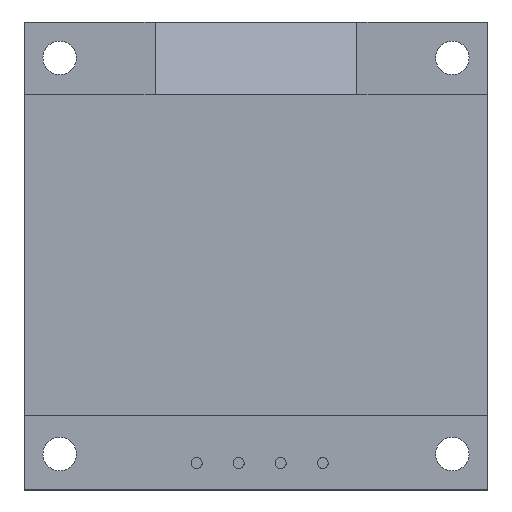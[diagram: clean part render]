
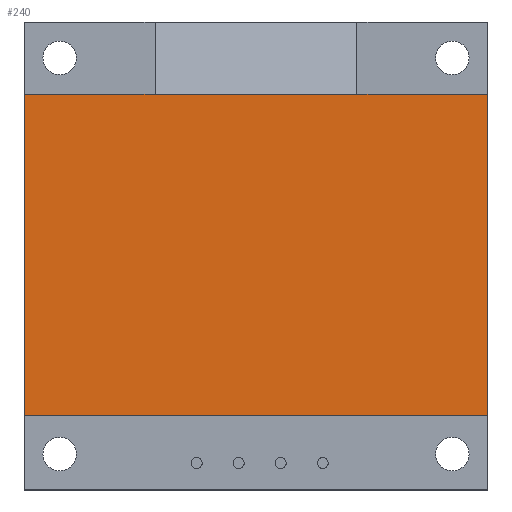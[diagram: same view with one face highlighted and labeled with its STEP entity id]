
A CAD part, top view. The second image highlights one B-rep face of the part: STEP entity #240.
In plain terms, the highlighted planar face has unit normal (0, 0, 1).
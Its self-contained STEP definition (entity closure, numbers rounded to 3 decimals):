
#27 = CARTESIAN_POINT ( 'NONE',  ( 6., 9.61, 2.45 ) ) ;
#84 = LINE ( 'NONE', #1284, #1497 ) ;
#129 = VECTOR ( 'NONE', #474, 1000. ) ;
#188 = CARTESIAN_POINT ( 'NONE',  ( 13.78, -9.49, 2.45 ) ) ;
#193 = CARTESIAN_POINT ( 'NONE',  ( -13.78, 9.61, 2.45 ) ) ;
#234 = EDGE_CURVE ( 'NONE', #816, #716, #84, .T. ) ;
#239 = CARTESIAN_POINT ( 'NONE',  ( -13.78, -9.49, 2.45 ) ) ;
#240 = ADVANCED_FACE ( 'NONE', ( #804 ), #1426, .T. ) ;
#339 = LINE ( 'NONE', #704, #694 ) ;
#341 = CARTESIAN_POINT ( 'NONE',  ( 6., 9.61, 2.45 ) ) ;
#400 = ORIENTED_EDGE ( 'NONE', *, *, #679, .T. ) ;
#414 = ORIENTED_EDGE ( 'NONE', *, *, #1203, .T. ) ;
#423 = EDGE_LOOP ( 'NONE', ( #749, #1509, #547, #549, #400, #414 ) ) ;
#464 = CARTESIAN_POINT ( 'NONE',  ( -13.78, 9.61, 2.45 ) ) ;
#474 = DIRECTION ( 'NONE',  ( -1., 0., 0. ) ) ;
#513 = DIRECTION ( 'NONE',  ( -1., 0., 0. ) ) ;
#515 = EDGE_CURVE ( 'NONE', #879, #816, #339, .T. ) ;
#535 = LINE ( 'NONE', #341, #129 ) ;
#547 = ORIENTED_EDGE ( 'NONE', *, *, #515, .T. ) ;
#549 = ORIENTED_EDGE ( 'NONE', *, *, #234, .T. ) ;
#592 = DIRECTION ( 'NONE',  ( -1., 0., 0. ) ) ;
#612 = EDGE_CURVE ( 'NONE', #669, #1646, #1220, .T. ) ;
#643 = DIRECTION ( 'NONE',  ( 0., 0., 1. ) ) ;
#669 = VERTEX_POINT ( 'NONE', #731 ) ;
#679 = EDGE_CURVE ( 'NONE', #716, #945, #535, .T. ) ;
#694 = VECTOR ( 'NONE', #1083, 1000. ) ;
#704 = CARTESIAN_POINT ( 'NONE',  ( 13.78, 9.61, 2.45 ) ) ;
#716 = VERTEX_POINT ( 'NONE', #27 ) ;
#731 = CARTESIAN_POINT ( 'NONE',  ( -13.78, 9.61, 2.45 ) ) ;
#749 = ORIENTED_EDGE ( 'NONE', *, *, #612, .T. ) ;
#804 = FACE_OUTER_BOUND ( 'NONE', #423, .T. ) ;
#816 = VERTEX_POINT ( 'NONE', #1224 ) ;
#862 = VECTOR ( 'NONE', #1668, 1000. ) ;
#869 = VECTOR ( 'NONE', #1236, 1000. ) ;
#871 = CARTESIAN_POINT ( 'NONE',  ( -13.78, -9.49, 2.45 ) ) ;
#879 = VERTEX_POINT ( 'NONE', #188 ) ;
#945 = VERTEX_POINT ( 'NONE', #1703 ) ;
#1029 = VECTOR ( 'NONE', #592, 1000. ) ;
#1068 = LINE ( 'NONE', #464, #1029 ) ;
#1075 = AXIS2_PLACEMENT_3D ( 'NONE', #239, #643, #1567 ) ;
#1083 = DIRECTION ( 'NONE',  ( 0., 1., 0. ) ) ;
#1203 = EDGE_CURVE ( 'NONE', #945, #669, #1068, .T. ) ;
#1220 = LINE ( 'NONE', #193, #869 ) ;
#1224 = CARTESIAN_POINT ( 'NONE',  ( 13.78, 9.61, 2.45 ) ) ;
#1236 = DIRECTION ( 'NONE',  ( 0., -1., 0. ) ) ;
#1284 = CARTESIAN_POINT ( 'NONE',  ( -13.78, 9.61, 2.45 ) ) ;
#1289 = CARTESIAN_POINT ( 'NONE',  ( -13.78, -9.49, 2.45 ) ) ;
#1314 = EDGE_CURVE ( 'NONE', #1646, #879, #1580, .T. ) ;
#1426 = PLANE ( 'NONE',  #1075 ) ;
#1497 = VECTOR ( 'NONE', #513, 1000. ) ;
#1509 = ORIENTED_EDGE ( 'NONE', *, *, #1314, .T. ) ;
#1567 = DIRECTION ( 'NONE',  ( 1., 0., 0. ) ) ;
#1580 = LINE ( 'NONE', #871, #862 ) ;
#1646 = VERTEX_POINT ( 'NONE', #1289 ) ;
#1668 = DIRECTION ( 'NONE',  ( 1., 0., 0. ) ) ;
#1703 = CARTESIAN_POINT ( 'NONE',  ( -6., 9.61, 2.45 ) ) ;
